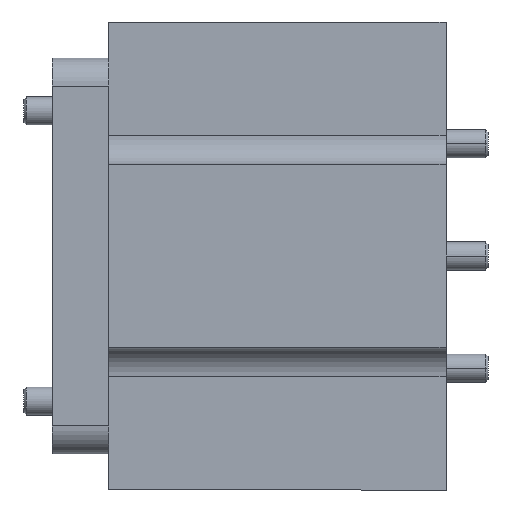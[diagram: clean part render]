
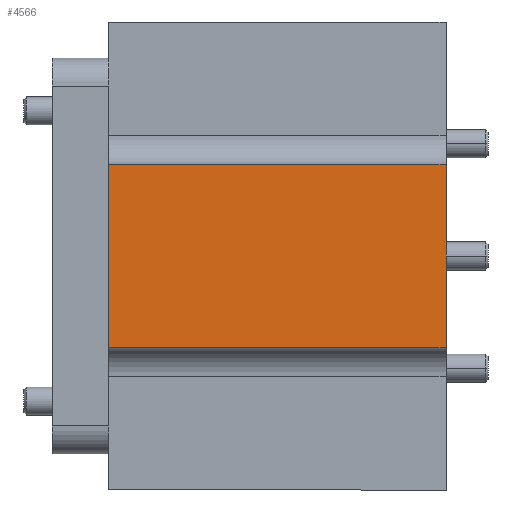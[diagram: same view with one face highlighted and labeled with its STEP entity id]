
A CAD part, front view. The second image highlights one B-rep face of the part: STEP entity #4566.
In plain terms, the highlighted planar face has unit normal (0, -1, 0).
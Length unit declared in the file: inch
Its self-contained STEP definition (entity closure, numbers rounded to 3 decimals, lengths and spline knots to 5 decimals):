
#653 = CARTESIAN_POINT ( 'NONE',  ( 0.70965, -0.73228, -0.38386 ) ) ;
#1196 = CARTESIAN_POINT ( 'NONE',  ( -0.70965, -0.73228, 0.98425 ) ) ;
#1768 = FACE_OUTER_BOUND ( 'NONE', #22367, .T. ) ;
#3947 = DIRECTION ( 'NONE',  ( 0., 0., -1. ) ) ;
#4185 = VERTEX_POINT ( 'NONE', #26445 ) ;
#4369 = LINE ( 'NONE', #21335, #27103 ) ;
#4373 = CARTESIAN_POINT ( 'NONE',  ( 0.70965, -0.73228, -0.38386 ) ) ;
#4566 = ADVANCED_FACE ( 'NONE', ( #1768 ), #7890, .F. ) ;
#5004 = VECTOR ( 'NONE', #18409, 39.37008 ) ;
#5280 = EDGE_CURVE ( 'NONE', #26907, #20809, #16886, .T. ) ;
#5368 = VECTOR ( 'NONE', #3947, 39.37008 ) ;
#7414 = VECTOR ( 'NONE', #12730, 39.37008 ) ;
#7703 = LINE ( 'NONE', #20364, #5368 ) ;
#7890 = PLANE ( 'NONE',  #18954 ) ;
#8189 = ORIENTED_EDGE ( 'NONE', *, *, #9889, .T. ) ;
#9889 = EDGE_CURVE ( 'NONE', #26907, #4185, #14259, .T. ) ;
#10093 = CARTESIAN_POINT ( 'NONE',  ( 0.70965, -0.73228, 0.98425 ) ) ;
#10406 = ORIENTED_EDGE ( 'NONE', *, *, #26585, .F. ) ;
#10509 = CARTESIAN_POINT ( 'NONE',  ( -0.70965, -0.73228, -0.38386 ) ) ;
#12730 = DIRECTION ( 'NONE',  ( -1., 0., 0. ) ) ;
#12859 = DIRECTION ( 'NONE',  ( 1., 0., 0. ) ) ;
#14259 = LINE ( 'NONE', #10093, #5004 ) ;
#14587 = ORIENTED_EDGE ( 'NONE', *, *, #5280, .F. ) ;
#16030 = VERTEX_POINT ( 'NONE', #24394 ) ;
#16363 = DIRECTION ( 'NONE',  ( -1., 0., 0. ) ) ;
#16886 = LINE ( 'NONE', #4373, #7414 ) ;
#18409 = DIRECTION ( 'NONE',  ( 0., 0., 1. ) ) ;
#18954 = AXIS2_PLACEMENT_3D ( 'NONE', #1196, #24983, #16363 ) ;
#19494 = ORIENTED_EDGE ( 'NONE', *, *, #20559, .T. ) ;
#20364 = CARTESIAN_POINT ( 'NONE',  ( -0.70965, -0.73228, 0.98425 ) ) ;
#20559 = EDGE_CURVE ( 'NONE', #16030, #20809, #7703, .T. ) ;
#20809 = VERTEX_POINT ( 'NONE', #10509 ) ;
#21335 = CARTESIAN_POINT ( 'NONE',  ( 0.70965, -0.73228, 0.38386 ) ) ;
#22367 = EDGE_LOOP ( 'NONE', ( #19494, #14587, #8189, #10406 ) ) ;
#24394 = CARTESIAN_POINT ( 'NONE',  ( -0.70965, -0.73228, 0.38386 ) ) ;
#24983 = DIRECTION ( 'NONE',  ( 0., 1., 0. ) ) ;
#26445 = CARTESIAN_POINT ( 'NONE',  ( 0.70965, -0.73228, 0.38386 ) ) ;
#26585 = EDGE_CURVE ( 'NONE', #16030, #4185, #4369, .T. ) ;
#26907 = VERTEX_POINT ( 'NONE', #653 ) ;
#27103 = VECTOR ( 'NONE', #12859, 39.37008 ) ;
